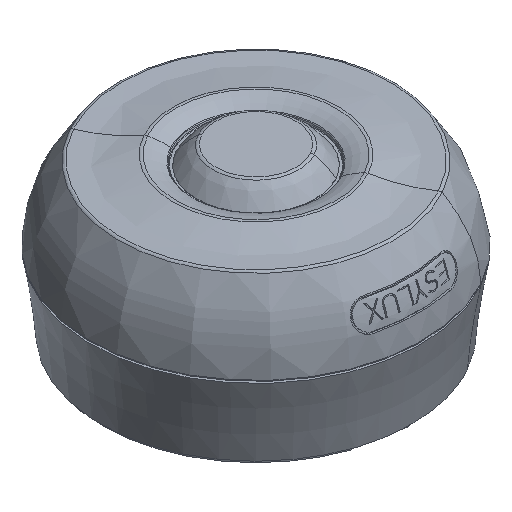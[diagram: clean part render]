
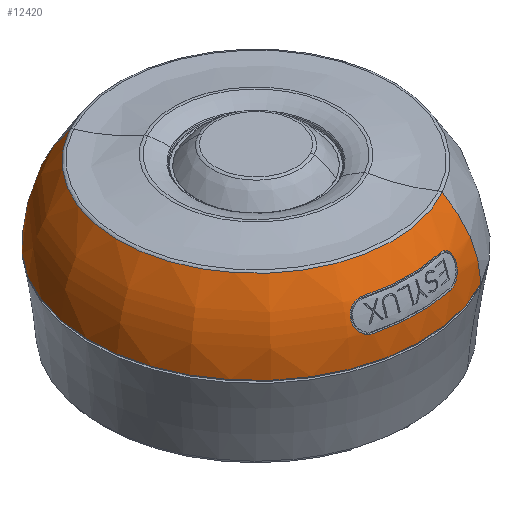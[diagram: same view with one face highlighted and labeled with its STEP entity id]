
A CAD part, isometric view. The second image highlights one B-rep face of the part: STEP entity #12420.
In plain terms, the highlighted face is a revolution surface.
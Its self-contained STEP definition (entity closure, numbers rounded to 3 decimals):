
#12266=CARTESIAN_POINT('Vertex',(20.205,-36.985,29.814)) ;
#12273=CARTESIAN_POINT('Vertex',(-20.205,36.985,29.814)) ;
#12288=CARTESIAN_POINT('Axis2P3D Location',(0.,0.,29.814)) ;
#12301=CARTESIAN_POINT('Control Point',(24.402,-44.668,7.518)) ;
#12302=CARTESIAN_POINT('Control Point',(24.296,-44.474,13.618)) ;
#12303=CARTESIAN_POINT('Control Point',(23.531,-43.073,19.671)) ;
#12304=CARTESIAN_POINT('Control Point',(22.117,-40.485,25.193)) ;
#12305=CARTESIAN_POINT('Control Point',(20.205,-36.985,29.814)) ;
#12306=CARTESIAN_POINT('Axis1P Location',(0.,0.,6.209)) ;
#12310=CARTESIAN_POINT('Axis2P3D Location',(7.094,-12.985,6.209)) ;
#12314=CARTESIAN_POINT('Vertex',(24.402,-44.668,7.518)) ;
#12321=CARTESIAN_POINT('Vertex',(-24.402,44.668,7.518)) ;
#12324=CARTESIAN_POINT('Axis2P3D Location',(-7.094,12.985,6.209)) ;
#12336=CARTESIAN_POINT('Axis2P3D Location',(0.,0.,7.518)) ;
#12348=CARTESIAN_POINT('Control Point',(-12.431,-45.201,22.816)) ;
#12349=CARTESIAN_POINT('Control Point',(-12.778,-45.106,22.816)) ;
#12350=CARTESIAN_POINT('Control Point',(-13.128,-45.025,22.78)) ;
#12351=CARTESIAN_POINT('Control Point',(-13.467,-44.964,22.707)) ;
#12352=CARTESIAN_POINT('Control Point',(-14.046,-44.887,22.519)) ;
#12353=CARTESIAN_POINT('Control Point',(-14.542,-44.865,22.258)) ;
#12354=CARTESIAN_POINT('Control Point',(-14.75,-44.865,22.128)) ;
#12355=CARTESIAN_POINT('Control Point',(-15.279,-44.887,21.742)) ;
#12356=CARTESIAN_POINT('Control Point',(-15.685,-44.964,21.303)) ;
#12357=CARTESIAN_POINT('Control Point',(-15.902,-45.028,21.011)) ;
#12358=CARTESIAN_POINT('Control Point',(-16.515,-45.293,19.978)) ;
#12359=CARTESIAN_POINT('Control Point',(-16.715,-45.682,18.876)) ;
#12360=CARTESIAN_POINT('Control Point',(-16.692,-45.989,18.101)) ;
#12361=CARTESIAN_POINT('Control Point',(-16.386,-46.531,16.871)) ;
#12362=CARTESIAN_POINT('Control Point',(-15.545,-47.147,15.757)) ;
#12363=CARTESIAN_POINT('Control Point',(-15.154,-47.385,15.369)) ;
#12364=CARTESIAN_POINT('Control Point',(-14.426,-47.748,14.858)) ;
#12365=CARTESIAN_POINT('Control Point',(-13.466,-48.099,14.549)) ;
#12366=CARTESIAN_POINT('Control Point',(-13.134,-48.209,14.477)) ;
#12367=CARTESIAN_POINT('Control Point',(-12.784,-48.311,14.439)) ;
#12368=CARTESIAN_POINT('Control Point',(-12.431,-48.402,14.439)) ;
#12369=CARTESIAN_POINT('Vertex',(-12.431,-45.201,22.816)) ;
#12371=CARTESIAN_POINT('Vertex',(-12.431,-48.402,14.439)) ;
#12374=CARTESIAN_POINT('Axis2P3D Location',(0.,0.,22.816)) ;
#12378=CARTESIAN_POINT('Vertex',(10.921,-45.589,22.816)) ;
#12382=CARTESIAN_POINT('Control Point',(10.921,-45.589,22.816)) ;
#12383=CARTESIAN_POINT('Control Point',(11.269,-45.506,22.816)) ;
#12384=CARTESIAN_POINT('Control Point',(11.621,-45.437,22.78)) ;
#12385=CARTESIAN_POINT('Control Point',(11.959,-45.389,22.706)) ;
#12386=CARTESIAN_POINT('Control Point',(12.539,-45.332,22.518)) ;
#12387=CARTESIAN_POINT('Control Point',(13.034,-45.327,22.257)) ;
#12388=CARTESIAN_POINT('Control Point',(13.242,-45.333,22.126)) ;
#12389=CARTESIAN_POINT('Control Point',(13.774,-45.373,21.738)) ;
#12390=CARTESIAN_POINT('Control Point',(14.181,-45.463,21.298)) ;
#12391=CARTESIAN_POINT('Control Point',(14.398,-45.535,21.003)) ;
#12392=CARTESIAN_POINT('Control Point',(15.01,-45.819,19.966)) ;
#12393=CARTESIAN_POINT('Control Point',(15.207,-46.212,18.86)) ;
#12394=CARTESIAN_POINT('Control Point',(15.181,-46.516,18.083)) ;
#12395=CARTESIAN_POINT('Control Point',(14.894,-47.001,16.95)) ;
#12396=CARTESIAN_POINT('Control Point',(14.15,-47.536,15.916)) ;
#12397=CARTESIAN_POINT('Control Point',(13.872,-47.706,15.61)) ;
#12398=CARTESIAN_POINT('Control Point',(13.355,-47.974,15.167)) ;
#12399=CARTESIAN_POINT('Control Point',(12.688,-48.243,14.816)) ;
#12400=CARTESIAN_POINT('Control Point',(12.433,-48.337,14.706)) ;
#12401=CARTESIAN_POINT('Control Point',(11.988,-48.486,14.559)) ;
#12402=CARTESIAN_POINT('Control Point',(11.501,-48.623,14.473)) ;
#12403=CARTESIAN_POINT('Control Point',(11.309,-48.674,14.451)) ;
#12404=CARTESIAN_POINT('Control Point',(11.116,-48.721,14.439)) ;
#12405=CARTESIAN_POINT('Control Point',(10.921,-48.764,14.439)) ;
#12406=CARTESIAN_POINT('Vertex',(10.921,-48.764,14.439)) ;
#12409=CARTESIAN_POINT('Axis2P3D Location',(0.,0.,14.439)) ;
#12289=DIRECTION('Axis2P3D Direction',(0.,0.,1.)) ;
#12307=DIRECTION('Axis1P Direction',(-0.,-0.,-1.)) ;
#12311=DIRECTION('Axis2P3D Direction',(-0.878,-0.479,0.)) ;
#12325=DIRECTION('Axis2P3D Direction',(0.878,0.479,-0.)) ;
#12337=DIRECTION('Axis2P3D Direction',(0.,0.,1.)) ;
#12375=DIRECTION('Axis2P3D Direction',(0.,0.,1.)) ;
#12410=DIRECTION('Axis2P3D Direction',(0.,0.,1.)) ;
#12290=AXIS2_PLACEMENT_3D('Circle Axis2P3D',#12288,#12289,$) ;
#12312=AXIS2_PLACEMENT_3D('Circle Axis2P3D',#12310,#12311,$) ;
#12326=AXIS2_PLACEMENT_3D('Circle Axis2P3D',#12324,#12325,$) ;
#12338=AXIS2_PLACEMENT_3D('Circle Axis2P3D',#12336,#12337,$) ;
#12376=AXIS2_PLACEMENT_3D('Circle Axis2P3D',#12374,#12375,$) ;
#12411=AXIS2_PLACEMENT_3D('Circle Axis2P3D',#12409,#12410,$) ;
#12342=ORIENTED_EDGE('',*,*,#12292,.F.) ;
#12343=ORIENTED_EDGE('',*,*,#12328,.T.) ;
#12344=ORIENTED_EDGE('',*,*,#12340,.T.) ;
#12345=ORIENTED_EDGE('',*,*,#12316,.F.) ;
#12415=ORIENTED_EDGE('',*,*,#12373,.F.) ;
#12416=ORIENTED_EDGE('',*,*,#12380,.F.) ;
#12417=ORIENTED_EDGE('',*,*,#12408,.T.) ;
#12418=ORIENTED_EDGE('',*,*,#12413,.F.) ;
#12419=FACE_BOUND('',#12414,.T.) ;
#12420=ADVANCED_FACE('Body.3',(#12346,#12419),#12309,.F.) ;
#12308=AXIS1_PLACEMENT('Revolution Surface Axis1P',#12306,#12307) ;
#12300=B_SPLINE_CURVE_WITH_KNOTS('',4,(#12301,#12302,#12303,#12304,#12305),.UNSPECIFIED.,.F.,.U.,(5,5),(1.309,25.725),.UNSPECIFIED.) ;
#12347=B_SPLINE_CURVE_WITH_KNOTS('',5,(#12348,#12349,#12350,#12351,#12352,#12353,#12354,#12355,#12356,#12357,#12358,#12359,#12360,#12361,#12362,#12363,#12364,#12365,#12366,#12367,#12368),.UNSPECIFIED.,.F.,.U.,(6,3,3,3,3,3,6),(0.,1.969,3.615,6.556,13.731,17.886,19.861),.UNSPECIFIED.) ;
#12381=B_SPLINE_CURVE_WITH_KNOTS('',5,(#12382,#12383,#12384,#12385,#12386,#12387,#12388,#12389,#12390,#12391,#12392,#12393,#12394,#12395,#12396,#12397,#12398,#12399,#12400,#12401,#12402,#12403,#12404,#12405),.UNSPECIFIED.,.F.,.U.,(6,3,3,3,3,3,3,6),(0.,1.959,3.61,6.573,13.772,16.98,18.732,19.812),.UNSPECIFIED.) ;
#12291=CIRCLE('generated circle',#12290,42.144) ;
#12313=CIRCLE('generated circle',#12312,36.126) ;
#12327=CIRCLE('generated circle',#12326,36.126) ;
#12339=CIRCLE('generated circle',#12338,50.899) ;
#12377=CIRCLE('generated circle',#12376,46.879) ;
#12412=CIRCLE('generated circle',#12411,49.972) ;
#12292=EDGE_CURVE('',#12274,#12267,#12291,.T.) ;
#12316=EDGE_CURVE('',#12267,#12315,#12313,.F.) ;
#12328=EDGE_CURVE('',#12274,#12322,#12327,.F.) ;
#12340=EDGE_CURVE('',#12322,#12315,#12339,.T.) ;
#12373=EDGE_CURVE('',#12370,#12372,#12347,.T.) ;
#12380=EDGE_CURVE('',#12379,#12370,#12377,.F.) ;
#12408=EDGE_CURVE('',#12379,#12407,#12381,.T.) ;
#12413=EDGE_CURVE('',#12372,#12407,#12412,.T.) ;
#12341=EDGE_LOOP('',(#12342,#12343,#12344,#12345)) ;
#12414=EDGE_LOOP('',(#12415,#12416,#12417,#12418)) ;
#12346=FACE_OUTER_BOUND('',#12341,.T.) ;
#12309=SURFACE_OF_REVOLUTION('homeo Torus',#12300,#12308) ;
#12267=VERTEX_POINT('',#12266) ;
#12274=VERTEX_POINT('',#12273) ;
#12315=VERTEX_POINT('',#12314) ;
#12322=VERTEX_POINT('',#12321) ;
#12370=VERTEX_POINT('',#12369) ;
#12372=VERTEX_POINT('',#12371) ;
#12379=VERTEX_POINT('',#12378) ;
#12407=VERTEX_POINT('',#12406) ;
